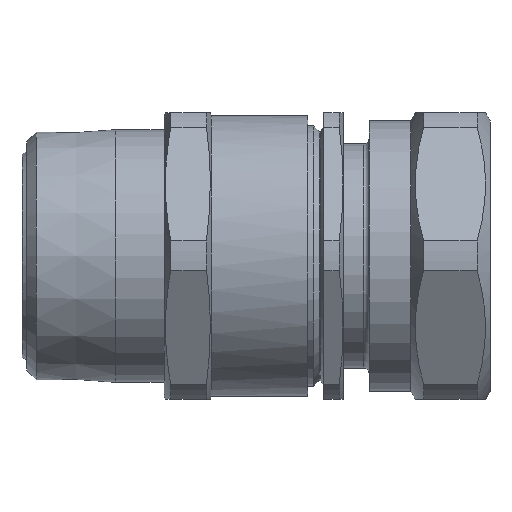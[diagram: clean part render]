
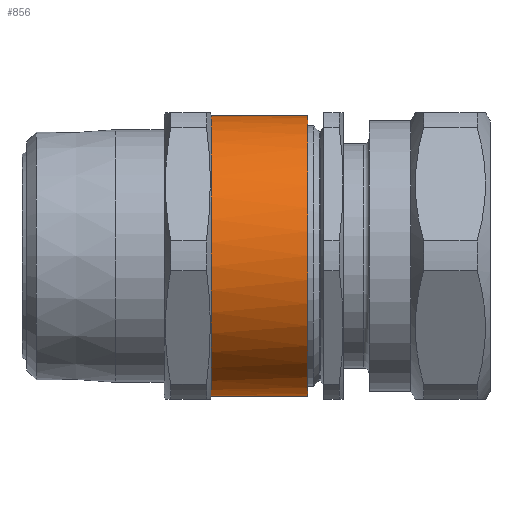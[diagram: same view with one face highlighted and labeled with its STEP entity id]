
A CAD part, top view. The second image highlights one B-rep face of the part: STEP entity #856.
In plain terms, the highlighted cylindrical face has radius 26.9 mm (diameter 53.8 mm), a full revolution.
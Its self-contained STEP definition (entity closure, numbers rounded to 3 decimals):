
#16 = AXIS2_PLACEMENT_3D ( 'NONE', #2078, #848, #270 ) ;
#20 = EDGE_LOOP ( 'NONE', ( #2036 ) ) ;
#84 = EDGE_CURVE ( 'NONE', #123, #123, #2230, .T. ) ;
#123 = VERTEX_POINT ( 'NONE', #1668 ) ;
#192 = EDGE_CURVE ( 'NONE', #1127, #1127, #2305, .T. ) ;
#270 = DIRECTION ( 'NONE',  ( 0., 0., -1. ) ) ;
#689 = AXIS2_PLACEMENT_3D ( 'NONE', #2047, #1544, #1893 ) ;
#773 = CYLINDRICAL_SURFACE ( 'NONE', #689, 26.9 ) ;
#848 = DIRECTION ( 'NONE',  ( 1., 0., 0. ) ) ;
#856 = ADVANCED_FACE ( 'NONE', ( #2284, #1501 ), #773, .T. ) ;
#1127 = VERTEX_POINT ( 'NONE', #1676 ) ;
#1158 = EDGE_LOOP ( 'NONE', ( #2221 ) ) ;
#1501 = FACE_OUTER_BOUND ( 'NONE', #20, .T. ) ;
#1503 = DIRECTION ( 'NONE',  ( 0., 0., -1. ) ) ;
#1544 = DIRECTION ( 'NONE',  ( 1., 0., 0. ) ) ;
#1668 = CARTESIAN_POINT ( 'NONE',  ( 53.9, 0., -26.9 ) ) ;
#1676 = CARTESIAN_POINT ( 'NONE',  ( 35.4, 0., -26.9 ) ) ;
#1836 = AXIS2_PLACEMENT_3D ( 'NONE', #2012, #2219, #1503 ) ;
#1893 = DIRECTION ( 'NONE',  ( 0., 0., -1. ) ) ;
#2012 = CARTESIAN_POINT ( 'NONE',  ( 53.9, 0., 0. ) ) ;
#2036 = ORIENTED_EDGE ( 'NONE', *, *, #192, .T. ) ;
#2047 = CARTESIAN_POINT ( 'NONE',  ( 53.9, 0., 0. ) ) ;
#2078 = CARTESIAN_POINT ( 'NONE',  ( 35.4, 0., 0. ) ) ;
#2219 = DIRECTION ( 'NONE',  ( 1., 0., 0. ) ) ;
#2221 = ORIENTED_EDGE ( 'NONE', *, *, #84, .F. ) ;
#2230 = CIRCLE ( 'NONE', #1836, 26.9 ) ;
#2284 = FACE_OUTER_BOUND ( 'NONE', #1158, .T. ) ;
#2305 = CIRCLE ( 'NONE', #16, 26.9 ) ;
